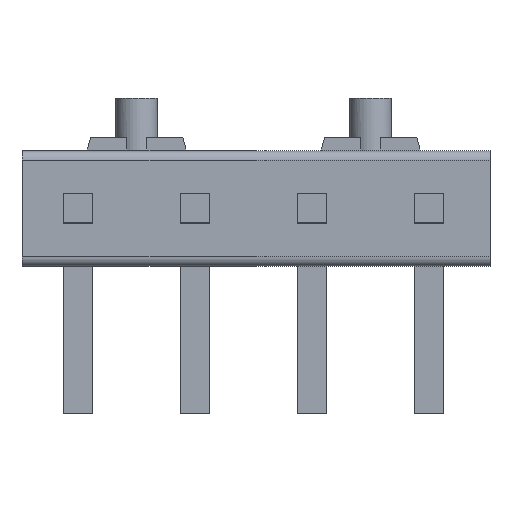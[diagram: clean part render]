
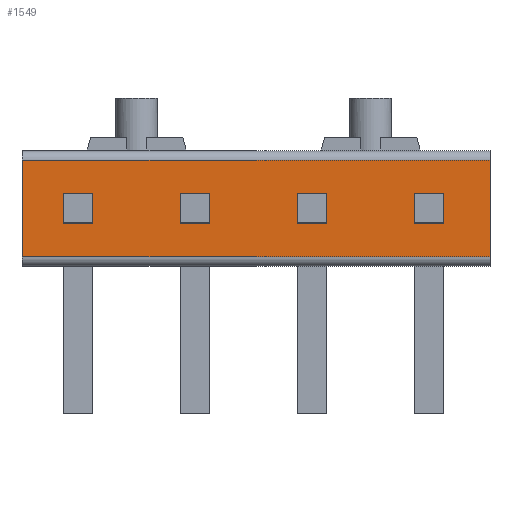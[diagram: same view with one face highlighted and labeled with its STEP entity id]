
A CAD part, top view. The second image highlights one B-rep face of the part: STEP entity #1549.
In plain terms, the highlighted planar face has unit normal (0, 0, 1).
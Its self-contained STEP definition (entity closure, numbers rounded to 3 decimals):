
#2=DIRECTION('',(-1.,0.,0.));
#3=VECTOR('',#2,10.16);
#4=CARTESIAN_POINT('',(5.08,1.05,0.));
#5=LINE('',#4,#3);
#6=DIRECTION('',(0.,-1.,0.));
#7=VECTOR('',#6,2.1);
#8=CARTESIAN_POINT('',(5.08,1.05,0.));
#9=LINE('',#8,#7);
#10=DIRECTION('',(1.,0.,0.));
#11=VECTOR('',#10,10.16);
#12=CARTESIAN_POINT('',(-5.08,-1.05,0.));
#13=LINE('',#12,#11);
#14=DIRECTION('',(0.,1.,0.));
#15=VECTOR('',#14,2.1);
#16=CARTESIAN_POINT('',(-5.08,-1.05,0.));
#17=LINE('',#16,#15);
#18=DIRECTION('',(0.,1.,0.));
#19=VECTOR('',#18,0.63);
#20=CARTESIAN_POINT('',(-3.545,-0.315,0.));
#21=LINE('',#20,#19);
#22=DIRECTION('',(-1.,0.,0.));
#23=VECTOR('',#22,0.63);
#24=CARTESIAN_POINT('',(-3.545,0.315,0.));
#25=LINE('',#24,#23);
#26=DIRECTION('',(0.,1.,0.));
#27=VECTOR('',#26,0.63);
#28=CARTESIAN_POINT('',(-4.175,-0.315,0.));
#29=LINE('',#28,#27);
#30=DIRECTION('',(-1.,0.,0.));
#31=VECTOR('',#30,0.63);
#32=CARTESIAN_POINT('',(-3.545,-0.315,0.));
#33=LINE('',#32,#31);
#34=DIRECTION('',(0.,1.,0.));
#35=VECTOR('',#34,0.63);
#36=CARTESIAN_POINT('',(-1.005,-0.315,0.));
#37=LINE('',#36,#35);
#38=DIRECTION('',(-1.,0.,0.));
#39=VECTOR('',#38,0.63);
#40=CARTESIAN_POINT('',(-1.005,0.315,0.));
#41=LINE('',#40,#39);
#42=DIRECTION('',(0.,1.,0.));
#43=VECTOR('',#42,0.63);
#44=CARTESIAN_POINT('',(-1.635,-0.315,0.));
#45=LINE('',#44,#43);
#46=DIRECTION('',(-1.,0.,0.));
#47=VECTOR('',#46,0.63);
#48=CARTESIAN_POINT('',(-1.005,-0.315,0.));
#49=LINE('',#48,#47);
#50=DIRECTION('',(0.,1.,0.));
#51=VECTOR('',#50,0.63);
#52=CARTESIAN_POINT('',(1.535,-0.315,0.));
#53=LINE('',#52,#51);
#54=DIRECTION('',(-1.,0.,0.));
#55=VECTOR('',#54,0.63);
#56=CARTESIAN_POINT('',(1.535,0.315,0.));
#57=LINE('',#56,#55);
#58=DIRECTION('',(0.,1.,0.));
#59=VECTOR('',#58,0.63);
#60=CARTESIAN_POINT('',(0.905,-0.315,0.));
#61=LINE('',#60,#59);
#62=DIRECTION('',(-1.,0.,0.));
#63=VECTOR('',#62,0.63);
#64=CARTESIAN_POINT('',(1.535,-0.315,0.));
#65=LINE('',#64,#63);
#66=DIRECTION('',(0.,1.,0.));
#67=VECTOR('',#66,0.63);
#68=CARTESIAN_POINT('',(4.075,-0.315,0.));
#69=LINE('',#68,#67);
#70=DIRECTION('',(-1.,0.,0.));
#71=VECTOR('',#70,0.63);
#72=CARTESIAN_POINT('',(4.075,0.315,0.));
#73=LINE('',#72,#71);
#74=DIRECTION('',(0.,1.,0.));
#75=VECTOR('',#74,0.63);
#76=CARTESIAN_POINT('',(3.445,-0.315,0.));
#77=LINE('',#76,#75);
#78=DIRECTION('',(-1.,0.,0.));
#79=VECTOR('',#78,0.63);
#80=CARTESIAN_POINT('',(4.075,-0.315,0.));
#81=LINE('',#80,#79);
#1250=CARTESIAN_POINT('',(-3.545,-0.315,0.));
#1251=CARTESIAN_POINT('',(-3.545,0.315,0.));
#1252=VERTEX_POINT('',#1250);
#1253=VERTEX_POINT('',#1251);
#1254=CARTESIAN_POINT('',(-4.175,-0.315,0.));
#1255=CARTESIAN_POINT('',(-4.175,0.315,0.));
#1256=VERTEX_POINT('',#1254);
#1257=VERTEX_POINT('',#1255);
#1366=CARTESIAN_POINT('',(-1.005,-0.315,0.));
#1367=CARTESIAN_POINT('',(-1.005,0.315,0.));
#1368=VERTEX_POINT('',#1366);
#1369=VERTEX_POINT('',#1367);
#1370=CARTESIAN_POINT('',(-1.635,-0.315,0.));
#1371=CARTESIAN_POINT('',(-1.635,0.315,0.));
#1372=VERTEX_POINT('',#1370);
#1373=VERTEX_POINT('',#1371);
#1414=CARTESIAN_POINT('',(1.535,-0.315,0.));
#1415=CARTESIAN_POINT('',(1.535,0.315,0.));
#1416=VERTEX_POINT('',#1414);
#1417=VERTEX_POINT('',#1415);
#1418=CARTESIAN_POINT('',(0.905,-0.315,0.));
#1419=CARTESIAN_POINT('',(0.905,0.315,0.));
#1420=VERTEX_POINT('',#1418);
#1421=VERTEX_POINT('',#1419);
#1462=CARTESIAN_POINT('',(4.075,-0.315,0.));
#1463=CARTESIAN_POINT('',(4.075,0.315,0.));
#1464=VERTEX_POINT('',#1462);
#1465=VERTEX_POINT('',#1463);
#1466=CARTESIAN_POINT('',(3.445,-0.315,0.));
#1467=CARTESIAN_POINT('',(3.445,0.315,0.));
#1468=VERTEX_POINT('',#1466);
#1469=VERTEX_POINT('',#1467);
#1478=CARTESIAN_POINT('',(-5.08,1.05,0.));
#1480=VERTEX_POINT('',#1478);
#1484=CARTESIAN_POINT('',(5.08,1.05,0.));
#1485=VERTEX_POINT('',#1484);
#1486=CARTESIAN_POINT('',(5.08,-1.05,0.));
#1488=VERTEX_POINT('',#1486);
#1492=CARTESIAN_POINT('',(-5.08,-1.05,0.));
#1493=VERTEX_POINT('',#1492);
#1494=CARTESIAN_POINT('',(0.,0.,0.));
#1495=DIRECTION('',(0.,0.,1.));
#1496=DIRECTION('',(1.,0.,0.));
#1497=AXIS2_PLACEMENT_3D('',#1494,#1495,#1496);
#1498=PLANE('',#1497);
#1500=ORIENTED_EDGE('',*,*,#1499,.F.);
#1502=ORIENTED_EDGE('',*,*,#1501,.T.);
#1504=ORIENTED_EDGE('',*,*,#1503,.F.);
#1506=ORIENTED_EDGE('',*,*,#1505,.T.);
#1507=EDGE_LOOP('',(#1500,#1502,#1504,#1506));
#1508=FACE_OUTER_BOUND('',#1507,.F.);
#1510=ORIENTED_EDGE('',*,*,#1509,.T.);
#1512=ORIENTED_EDGE('',*,*,#1511,.T.);
#1514=ORIENTED_EDGE('',*,*,#1513,.F.);
#1516=ORIENTED_EDGE('',*,*,#1515,.F.);
#1517=EDGE_LOOP('',(#1510,#1512,#1514,#1516));
#1518=FACE_BOUND('',#1517,.F.);
#1520=ORIENTED_EDGE('',*,*,#1519,.T.);
#1522=ORIENTED_EDGE('',*,*,#1521,.T.);
#1524=ORIENTED_EDGE('',*,*,#1523,.F.);
#1526=ORIENTED_EDGE('',*,*,#1525,.F.);
#1527=EDGE_LOOP('',(#1520,#1522,#1524,#1526));
#1528=FACE_BOUND('',#1527,.F.);
#1530=ORIENTED_EDGE('',*,*,#1529,.T.);
#1532=ORIENTED_EDGE('',*,*,#1531,.T.);
#1534=ORIENTED_EDGE('',*,*,#1533,.F.);
#1536=ORIENTED_EDGE('',*,*,#1535,.F.);
#1537=EDGE_LOOP('',(#1530,#1532,#1534,#1536));
#1538=FACE_BOUND('',#1537,.F.);
#1540=ORIENTED_EDGE('',*,*,#1539,.T.);
#1542=ORIENTED_EDGE('',*,*,#1541,.T.);
#1544=ORIENTED_EDGE('',*,*,#1543,.F.);
#1546=ORIENTED_EDGE('',*,*,#1545,.F.);
#1547=EDGE_LOOP('',(#1540,#1542,#1544,#1546));
#1548=FACE_BOUND('',#1547,.F.);
#1499=EDGE_CURVE('',#1485,#1480,#5,.T.);
#1501=EDGE_CURVE('',#1485,#1488,#9,.T.);
#1503=EDGE_CURVE('',#1493,#1488,#13,.T.);
#1505=EDGE_CURVE('',#1493,#1480,#17,.T.);
#1509=EDGE_CURVE('',#1252,#1253,#21,.T.);
#1511=EDGE_CURVE('',#1253,#1257,#25,.T.);
#1513=EDGE_CURVE('',#1256,#1257,#29,.T.);
#1515=EDGE_CURVE('',#1252,#1256,#33,.T.);
#1519=EDGE_CURVE('',#1368,#1369,#37,.T.);
#1521=EDGE_CURVE('',#1369,#1373,#41,.T.);
#1523=EDGE_CURVE('',#1372,#1373,#45,.T.);
#1525=EDGE_CURVE('',#1368,#1372,#49,.T.);
#1529=EDGE_CURVE('',#1416,#1417,#53,.T.);
#1531=EDGE_CURVE('',#1417,#1421,#57,.T.);
#1533=EDGE_CURVE('',#1420,#1421,#61,.T.);
#1535=EDGE_CURVE('',#1416,#1420,#65,.T.);
#1539=EDGE_CURVE('',#1464,#1465,#69,.T.);
#1541=EDGE_CURVE('',#1465,#1469,#73,.T.);
#1543=EDGE_CURVE('',#1468,#1469,#77,.T.);
#1545=EDGE_CURVE('',#1464,#1468,#81,.T.);
#1549=ADVANCED_FACE('',(#1508,#1518,#1528,#1538,#1548),#1498,.T.);
